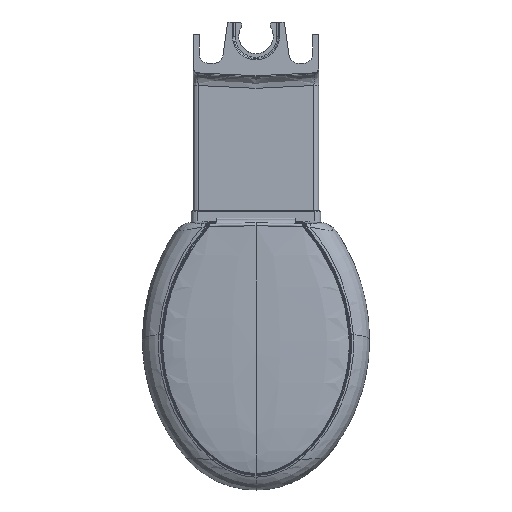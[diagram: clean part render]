
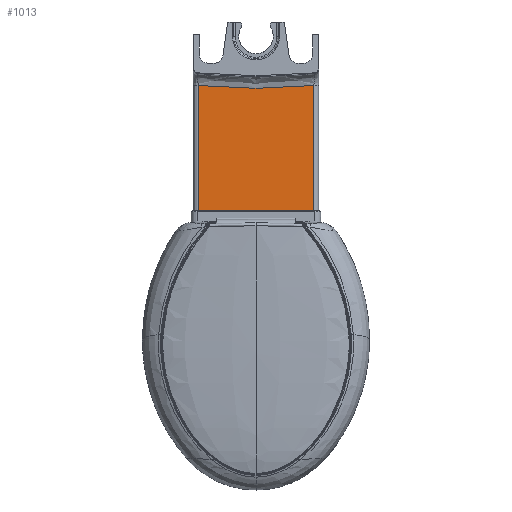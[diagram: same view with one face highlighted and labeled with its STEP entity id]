
A CAD part, top view. The second image highlights one B-rep face of the part: STEP entity #1013.
In plain terms, the highlighted planar face has unit normal (0, 0, 1).
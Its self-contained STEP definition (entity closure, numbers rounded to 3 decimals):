
#1013=ADVANCED_FACE('',(#3305),#33893,.T.);
#3305=FACE_OUTER_BOUND('',#5640,.T.);
#5640=EDGE_LOOP('',(#11753,#11754,#11755,#11756));
#11753=ORIENTED_EDGE('',*,*,#20670,.T.);
#11754=ORIENTED_EDGE('',*,*,#20207,.F.);
#11755=ORIENTED_EDGE('',*,*,#20668,.F.);
#11756=ORIENTED_EDGE('',*,*,#20690,.T.);
#20207=EDGE_CURVE('',#30579,#30578,#26655,.T.);
#20668=EDGE_CURVE('',#30938,#30579,#27064,.T.);
#20670=EDGE_CURVE('',#30939,#30578,#27065,.T.);
#20690=EDGE_CURVE('',#30938,#30939,#24465,.T.);
#24465=(
BOUNDED_CURVE()
B_SPLINE_CURVE(2,(#71096,#71097,#71098),.UNSPECIFIED.,.F.,.F.)
B_SPLINE_CURVE_WITH_KNOTS((3,3),(0.,194.294),.UNSPECIFIED.)
CURVE()
GEOMETRIC_REPRESENTATION_ITEM()
RATIONAL_B_SPLINE_CURVE((1.,0.995,1.))
REPRESENTATION_ITEM('')
);
#26655=B_SPLINE_CURVE_WITH_KNOTS('',1,(#69901,#69902),.UNSPECIFIED.,.F.,
 .F.,(2,2),(-194.,0.),.UNSPECIFIED.);
#27064=B_SPLINE_CURVE_WITH_KNOTS('',1,(#71012,#71013),.UNSPECIFIED.,.F.,
 .F.,(2,2),(-224.623,0.),.UNSPECIFIED.);
#27065=B_SPLINE_CURVE_WITH_KNOTS('',1,(#71019,#71020),.UNSPECIFIED.,.F.,
 .F.,(2,2),(-224.623,0.),.UNSPECIFIED.);
#30578=VERTEX_POINT('',#69443);
#30579=VERTEX_POINT('',#69444);
#30938=VERTEX_POINT('',#69803);
#30939=VERTEX_POINT('',#69804);
#33893=PLANE('',#35611);
#35611=AXIS2_PLACEMENT_3D('',#68695,#36867,$);
#36867=DIRECTION('',(0.,0.,1.));
#68695=CARTESIAN_POINT('',(116.936,-59.379,-26.));
#69443=CARTESIAN_POINT('',(-97.,-307.,-26.));
#69444=CARTESIAN_POINT('',(97.,-307.,-26.));
#69803=CARTESIAN_POINT('',(97.,-82.377,-26.));
#69804=CARTESIAN_POINT('',(-97.,-82.377,-26.));
#69901=CARTESIAN_POINT('',(97.,-307.,-26.));
#69902=CARTESIAN_POINT('',(-97.,-307.,-26.));
#71012=CARTESIAN_POINT('',(97.,-82.377,-26.));
#71013=CARTESIAN_POINT('',(97.,-307.,-26.));
#71019=CARTESIAN_POINT('',(-97.,-82.377,-26.));
#71020=CARTESIAN_POINT('',(-97.,-307.,-26.));
#71096=CARTESIAN_POINT('',(97.,-82.377,-26.));
#71097=CARTESIAN_POINT('',(0.,-91.644,-26.));
#71098=CARTESIAN_POINT('',(-97.,-82.377,-26.));
